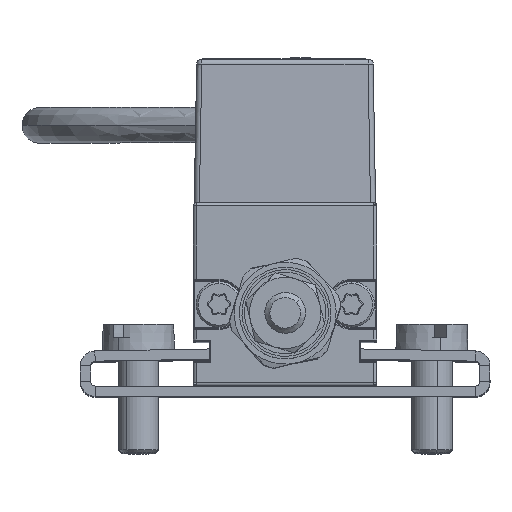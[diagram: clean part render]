
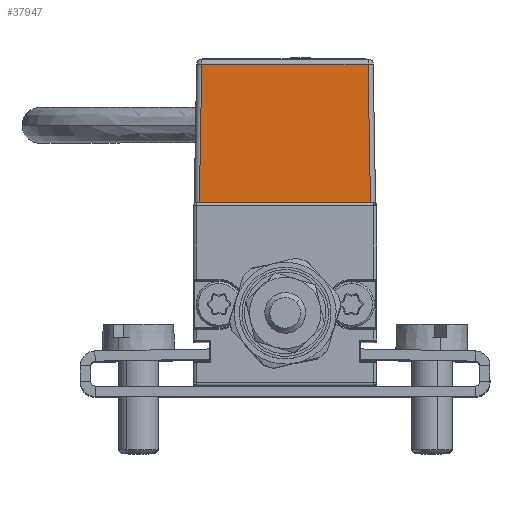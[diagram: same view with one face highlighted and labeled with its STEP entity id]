
A CAD part, top view. The second image highlights one B-rep face of the part: STEP entity #37947.
In plain terms, the highlighted planar face has unit normal (0, 0.018, 1).
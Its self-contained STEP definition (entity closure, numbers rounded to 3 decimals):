
#206 = VERTEX_POINT ( 'NONE', #1914 ) ;
#287 = VERTEX_POINT ( 'NONE', #2076 ) ;
#402 = VERTEX_POINT ( 'NONE', #3091 ) ;
#412 = VERTEX_POINT ( 'NONE', #3101 ) ;
#1914 = CARTESIAN_POINT ( 'NONE',  ( -8.426, 18., 82.784 ) ) ;
#2076 = CARTESIAN_POINT ( 'NONE',  ( 8.129, 31.583, 82.547 ) ) ;
#3091 = CARTESIAN_POINT ( 'NONE',  ( 8.366, 18., 82.784 ) ) ;
#3101 = CARTESIAN_POINT ( 'NONE',  ( -8.189, 31.583, 82.547 ) ) ;
#11546 = LINE ( 'NONE', #11559, #11819 ) ;
#11559 = CARTESIAN_POINT ( 'NONE',  ( 8.36, 18.302, 82.779 ) ) ;
#11560 = DIRECTION ( 'NONE',  ( -0.017, 1., -0.017 ) ) ;
#11819 = VECTOR ( 'NONE', #11560, 1000. ) ;
#18872 = FACE_OUTER_BOUND ( 'NONE', #39180, .T. ) ;
#18873 = PLANE ( 'NONE',  #19879 ) ;
#18883 = CARTESIAN_POINT ( 'NONE',  ( -8.929, 18., 82.784 ) ) ;
#18884 = DIRECTION ( 'NONE',  ( 0., 0.017, 1. ) ) ;
#18885 = DIRECTION ( 'NONE',  ( 0., -1., 0.017 ) ) ;
#19879 = AXIS2_PLACEMENT_3D ( 'NONE', #18883, #18884, #18885 ) ;
#28962 = EDGE_CURVE ( 'NONE', #402, #287, #11546, .T. ) ;
#32092 = VECTOR ( 'NONE', #33097, 1000. ) ;
#32130 = VECTOR ( 'NONE', #33253, 1000. ) ;
#32374 = VECTOR ( 'NONE', #35551, 1000. ) ;
#33095 = LINE ( 'NONE', #33096, #32092 ) ;
#33096 = CARTESIAN_POINT ( 'NONE',  ( -8.929, 31.583, 82.547 ) ) ;
#33097 = DIRECTION ( 'NONE',  ( -1., 0., 0. ) ) ;
#33242 = CARTESIAN_POINT ( 'NONE',  ( -8.929, 18., 82.784 ) ) ;
#33249 = LINE ( 'NONE', #33242, #32130 ) ;
#33253 = DIRECTION ( 'NONE',  ( 1., 0., 0. ) ) ;
#35549 = LINE ( 'NONE', #35550, #32374 ) ;
#35550 = CARTESIAN_POINT ( 'NONE',  ( -8.426, 17.991, 82.784 ) ) ;
#35551 = DIRECTION ( 'NONE',  ( -0.017, -1., 0.017 ) ) ;
#37947 = ADVANCED_FACE ( 'NONE', ( #18872 ), #18873, .T. ) ;
#38523 = EDGE_CURVE ( 'NONE', #287, #412, #33095, .T. ) ;
#38563 = EDGE_CURVE ( 'NONE', #206, #402, #33249, .T. ) ;
#38880 = EDGE_CURVE ( 'NONE', #412, #206, #35549, .T. ) ;
#39180 = EDGE_LOOP ( 'NONE', ( #39500, #39499, #39505, #39504 ) ) ;
#39499 = ORIENTED_EDGE ( 'NONE', *, *, #38523, .T. ) ;
#39500 = ORIENTED_EDGE ( 'NONE', *, *, #28962, .T. ) ;
#39504 = ORIENTED_EDGE ( 'NONE', *, *, #38563, .T. ) ;
#39505 = ORIENTED_EDGE ( 'NONE', *, *, #38880, .T. ) ;
